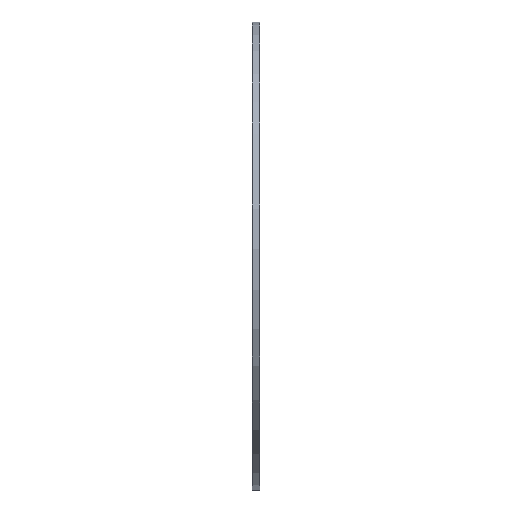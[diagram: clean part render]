
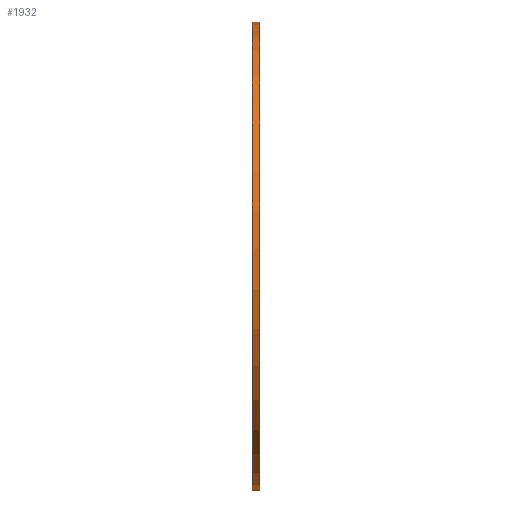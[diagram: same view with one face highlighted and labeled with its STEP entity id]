
A CAD part, left-side view. The second image highlights one B-rep face of the part: STEP entity #1932.
In plain terms, the highlighted cylindrical face has radius 32.9 mm (diameter 65.8 mm), a partial arc.
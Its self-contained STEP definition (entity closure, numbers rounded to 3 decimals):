
#12 = DIRECTION ( 'NONE',  ( 0., 0., 1. ) ) ;
#75 = EDGE_CURVE ( 'NONE', #765, #503, #972, .T. ) ;
#78 = DIRECTION ( 'NONE',  ( 0., 0., 1. ) ) ;
#82 = CYLINDRICAL_SURFACE ( 'NONE', #1379, 32.9 ) ;
#84 = CIRCLE ( 'NONE', #610, 32.9 ) ;
#223 = EDGE_CURVE ( 'NONE', #765, #1018, #1779, .T. ) ;
#228 = EDGE_LOOP ( 'NONE', ( #1928, #1606, #947, #1202 ) ) ;
#322 = CARTESIAN_POINT ( 'NONE',  ( 28.627, 1., -16.215 ) ) ;
#341 = CARTESIAN_POINT ( 'NONE',  ( 0., 1., 0. ) ) ;
#498 = AXIS2_PLACEMENT_3D ( 'NONE', #341, #1705, #12 ) ;
#503 = VERTEX_POINT ( 'NONE', #322 ) ;
#599 = VERTEX_POINT ( 'NONE', #1730 ) ;
#610 = AXIS2_PLACEMENT_3D ( 'NONE', #656, #1242, #78 ) ;
#656 = CARTESIAN_POINT ( 'NONE',  ( 0., 0., 0. ) ) ;
#765 = VERTEX_POINT ( 'NONE', #1243 ) ;
#839 = DIRECTION ( 'NONE',  ( 0., -1., 0. ) ) ;
#904 = DIRECTION ( 'NONE',  ( 0., -1., 0. ) ) ;
#910 = EDGE_CURVE ( 'NONE', #1018, #599, #84, .T. ) ;
#947 = ORIENTED_EDGE ( 'NONE', *, *, #910, .T. ) ;
#965 = VECTOR ( 'NONE', #839, 1000. ) ;
#972 = CIRCLE ( 'NONE', #498, 32.9 ) ;
#994 = DIRECTION ( 'NONE',  ( 0., -1., 0. ) ) ;
#1018 = VERTEX_POINT ( 'NONE', #1485 ) ;
#1184 = VECTOR ( 'NONE', #904, 1000. ) ;
#1202 = ORIENTED_EDGE ( 'NONE', *, *, #1881, .F. ) ;
#1242 = DIRECTION ( 'NONE',  ( 0., 1., 0. ) ) ;
#1243 = CARTESIAN_POINT ( 'NONE',  ( -1.5, 1., -32.866 ) ) ;
#1248 = DIRECTION ( 'NONE',  ( 0., 0., -1. ) ) ;
#1379 = AXIS2_PLACEMENT_3D ( 'NONE', #1554, #994, #1248 ) ;
#1400 = FACE_OUTER_BOUND ( 'NONE', #228, .T. ) ;
#1485 = CARTESIAN_POINT ( 'NONE',  ( -1.5, 0., -32.866 ) ) ;
#1510 = CARTESIAN_POINT ( 'NONE',  ( -1.5, 1., -32.866 ) ) ;
#1554 = CARTESIAN_POINT ( 'NONE',  ( 0., 1., 0. ) ) ;
#1606 = ORIENTED_EDGE ( 'NONE', *, *, #223, .T. ) ;
#1705 = DIRECTION ( 'NONE',  ( 0., 1., 0. ) ) ;
#1730 = CARTESIAN_POINT ( 'NONE',  ( 28.627, 0., -16.215 ) ) ;
#1779 = LINE ( 'NONE', #1510, #1184 ) ;
#1851 = CARTESIAN_POINT ( 'NONE',  ( 28.627, 1., -16.215 ) ) ;
#1881 = EDGE_CURVE ( 'NONE', #503, #599, #1885, .T. ) ;
#1885 = LINE ( 'NONE', #1851, #965 ) ;
#1928 = ORIENTED_EDGE ( 'NONE', *, *, #75, .F. ) ;
#1932 = ADVANCED_FACE ( 'NONE', ( #1400 ), #82, .T. ) ;
